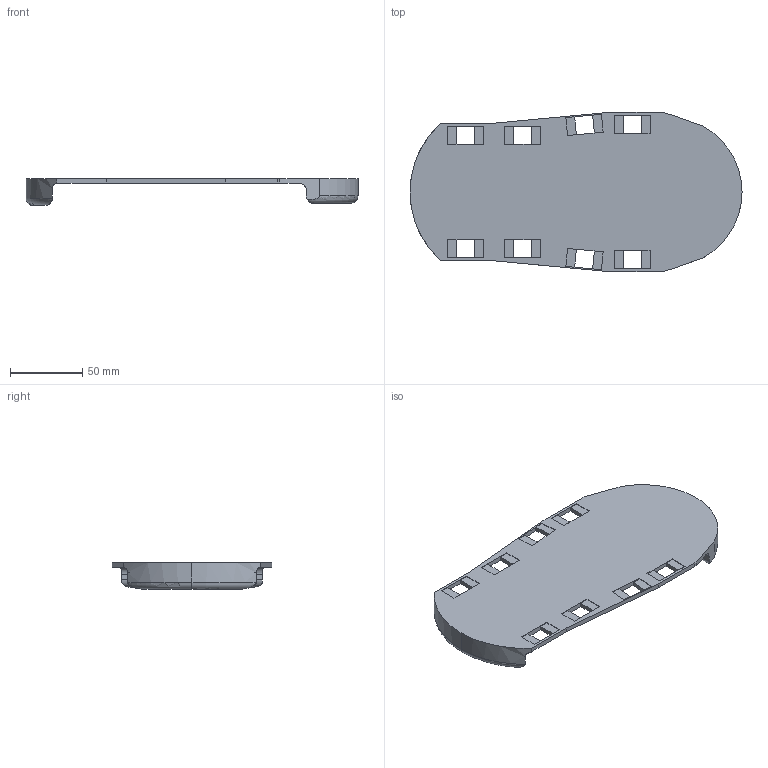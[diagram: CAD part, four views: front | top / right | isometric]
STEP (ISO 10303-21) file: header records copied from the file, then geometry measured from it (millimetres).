
FILE_DESCRIPTION (( 'STEP AP214' ), '1' );
FILE_NAME ('sole_mid.STEP', '2025-08-11T18:03:14', ( '' ), ( '' ), 'SwSTEP 2.0', 'SolidWorks 2024', '' );
FILE_SCHEMA (( 'AUTOMOTIVE_DESIGN' ));
Length unit declared in the file: inch
Products named in the file (1): sole_mid
Bounding box: 230.24 x 110.5 x 18.67 mm (x, y, z)
Volume: 96908 mm3; surface area: 49971.8 mm2
Topology: 1 solids, 1 shells, 105 faces, 305 edges, 202 vertices
Faces by surface type: plane 82, cylinder 12, bspline 7, torus 4
Entity records: 4055 total; most frequent: CARTESIAN_POINT 1299, ORIENTED_EDGE 610, DIRECTION 485, EDGE_CURVE 305, VECTOR 255, LINE 255, VERTEX_POINT 202, EDGE_LOOP 121
